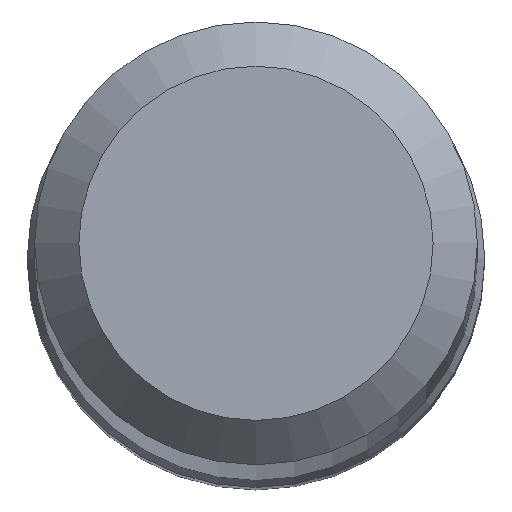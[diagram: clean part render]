
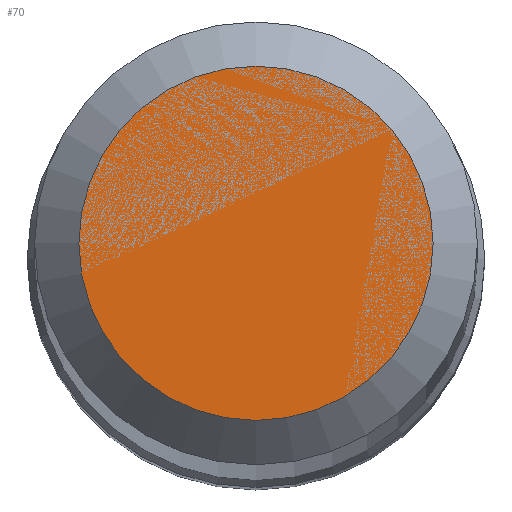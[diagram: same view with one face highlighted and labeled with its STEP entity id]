
A CAD part, top view. The second image highlights one B-rep face of the part: STEP entity #70.
In plain terms, the highlighted planar face has unit normal (0, 0, 1).
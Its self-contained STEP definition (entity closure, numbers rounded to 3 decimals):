
#21 = EDGE_CURVE ( 'NONE', #223, #223, #262, .T. ) ;
#69 = FACE_OUTER_BOUND ( 'NONE', #234, .T. ) ;
#70 = ADVANCED_FACE ( 'NONE', ( #69 ), #280, .F. ) ;
#74 = CARTESIAN_POINT ( 'NONE',  ( 0., 0., 70. ) ) ;
#79 = CARTESIAN_POINT ( 'NONE',  ( 0., 1.2, 70. ) ) ;
#86 = AXIS2_PLACEMENT_3D ( 'NONE', #74, #222, #216 ) ;
#109 = DIRECTION ( 'NONE',  ( 0., 1., 0. ) ) ;
#139 = DIRECTION ( 'NONE',  ( 0., 0., -1. ) ) ;
#167 = AXIS2_PLACEMENT_3D ( 'NONE', #208, #139, #109 ) ;
#173 = ORIENTED_EDGE ( 'NONE', *, *, #21, .F. ) ;
#208 = CARTESIAN_POINT ( 'NONE',  ( 0., 0., 70. ) ) ;
#216 = DIRECTION ( 'NONE',  ( 0., 1., 0. ) ) ;
#222 = DIRECTION ( 'NONE',  ( 0., 0., -1. ) ) ;
#223 = VERTEX_POINT ( 'NONE', #79 ) ;
#234 = EDGE_LOOP ( 'NONE', ( #173 ) ) ;
#262 = CIRCLE ( 'NONE', #167, 1.2 ) ;
#280 = PLANE ( 'NONE',  #86 ) ;
